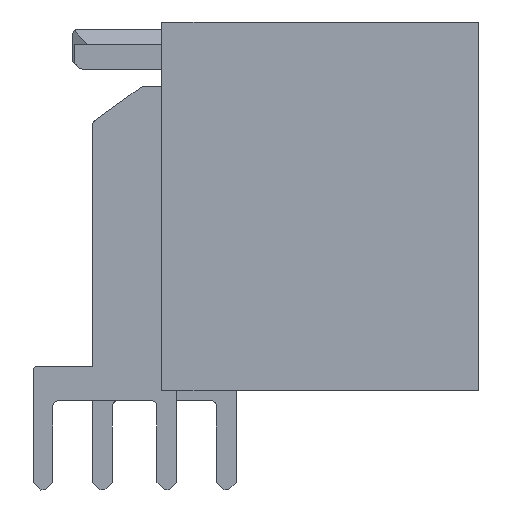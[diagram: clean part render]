
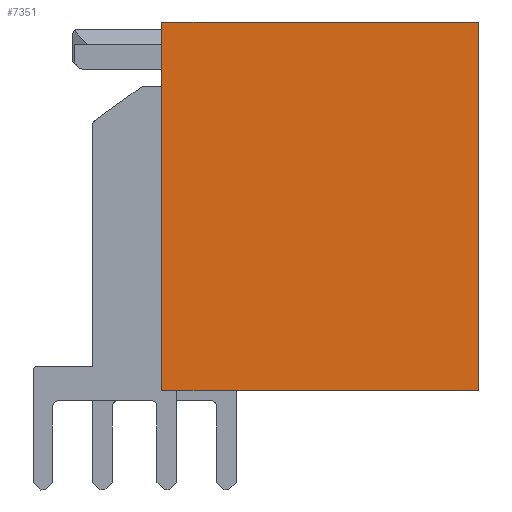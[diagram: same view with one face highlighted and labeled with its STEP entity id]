
A CAD part, left-side view. The second image highlights one B-rep face of the part: STEP entity #7351.
In plain terms, the highlighted face is planar.
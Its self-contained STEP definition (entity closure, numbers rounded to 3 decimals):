
#728=ORIENTED_EDGE('',*,*,#2167,.F.);
#729=ORIENTED_EDGE('',*,*,#2168,.F.);
#730=ORIENTED_EDGE('',*,*,#2169,.F.);
#731=ORIENTED_EDGE('',*,*,#2170,.F.);
#2167=EDGE_CURVE('',#2843,#2844,#3472,.T.);
#2168=EDGE_CURVE('',#2845,#2843,#3473,.T.);
#2169=EDGE_CURVE('',#2846,#2845,#3474,.T.);
#2170=EDGE_CURVE('',#2844,#2846,#3475,.T.);
#2843=VERTEX_POINT('',#10156);
#2844=VERTEX_POINT('',#10157);
#2845=VERTEX_POINT('',#10159);
#2846=VERTEX_POINT('',#10161);
#3472=LINE('',#10155,#4231);
#3473=LINE('',#10158,#4232);
#3474=LINE('',#10160,#4233);
#3475=LINE('',#10162,#4234);
#4231=VECTOR('',#8572,1000.);
#4232=VECTOR('',#8573,1000.);
#4233=VECTOR('',#8574,1000.);
#4234=VECTOR('',#8575,1000.);
#4663=EDGE_LOOP('',(#728,#729,#730,#731));
#4944=FACE_BOUND('',#4663,.T.);
#5219=PLANE('',#7640);
#7351=ADVANCED_FACE('',(#4944),#5219,.F.);
#7640=AXIS2_PLACEMENT_3D('',#10154,#8570,#8571);
#8570=DIRECTION('',(0.,1.,0.));
#8571=DIRECTION('',(1.,0.,0.));
#8572=DIRECTION('',(-1.,0.,0.));
#8573=DIRECTION('',(0.,0.,-1.));
#8574=DIRECTION('',(1.,0.,0.));
#8575=DIRECTION('',(0.,0.,1.));
#10154=CARTESIAN_POINT('',(1.796,0.,-1.797));
#10155=CARTESIAN_POINT('',(8.196,-0.002,-9.247));
#10156=CARTESIAN_POINT('',(8.196,-0.002,-9.247));
#10157=CARTESIAN_POINT('',(-4.604,0.,-9.247));
#10158=CARTESIAN_POINT('',(8.196,0.,5.653));
#10159=CARTESIAN_POINT('',(8.196,0.,5.653));
#10160=CARTESIAN_POINT('',(-4.604,0.001,5.653));
#10161=CARTESIAN_POINT('',(-4.604,0.001,5.653));
#10162=CARTESIAN_POINT('',(-4.604,0.,-9.247));
